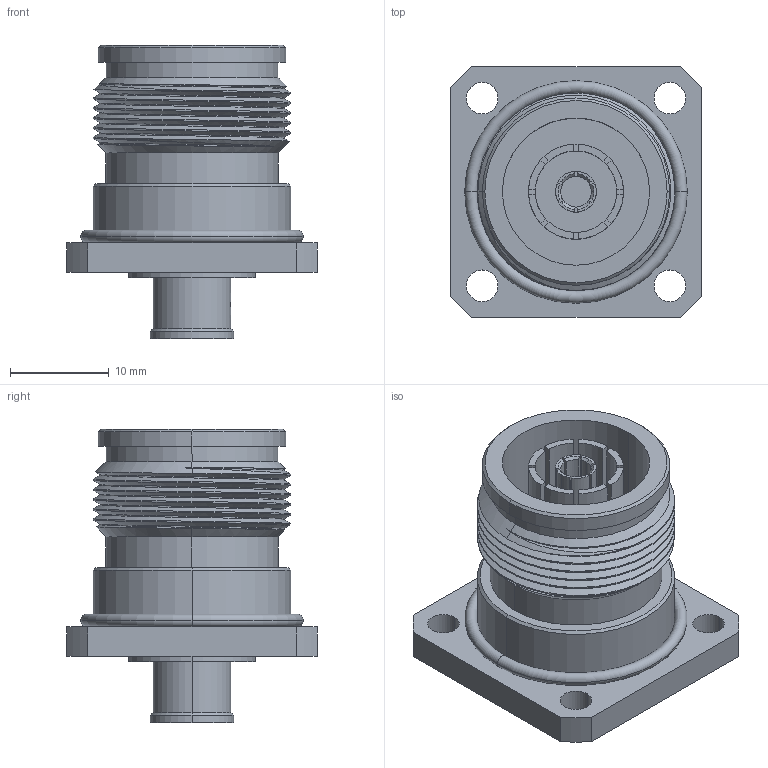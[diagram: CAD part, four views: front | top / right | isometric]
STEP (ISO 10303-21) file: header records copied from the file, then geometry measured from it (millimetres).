
FILE_DESCRIPTION (( 'STEP AP214' ), '1' );
FILE_NAME ('FMCN1726.step', '2021-01-28T21:32:16', ( '' ), ( '' ), 'SwSTEP 2.0', 'SolidWorks 2018', '' );
FILE_SCHEMA (( 'AUTOMOTIVE_DESIGN' ));
Length unit declared in the file: inch
Products named in the file (1): FMCN1726
Bounding box: 25.4 x 25.4 x 29.7 mm (x, y, z)
Volume: 5969.3 mm3; surface area: 5185 mm2
Topology: 2 solids, 2 shells, 156 faces, 411 edges, 267 vertices
Faces by surface type: plane 74, cylinder 55, cone 20, torus 4, bspline 3
Entity records: 6298 total; most frequent: CARTESIAN_POINT 2346, DIRECTION 832, ORIENTED_EDGE 822, EDGE_CURVE 411, AXIS2_PLACEMENT_3D 319, VERTEX_POINT 267, VECTOR 194, LINE 194
